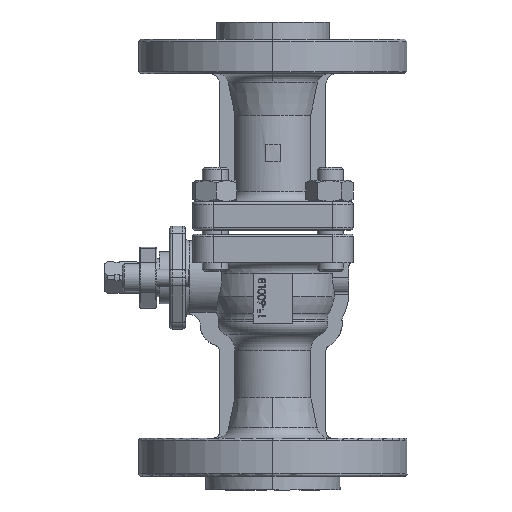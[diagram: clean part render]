
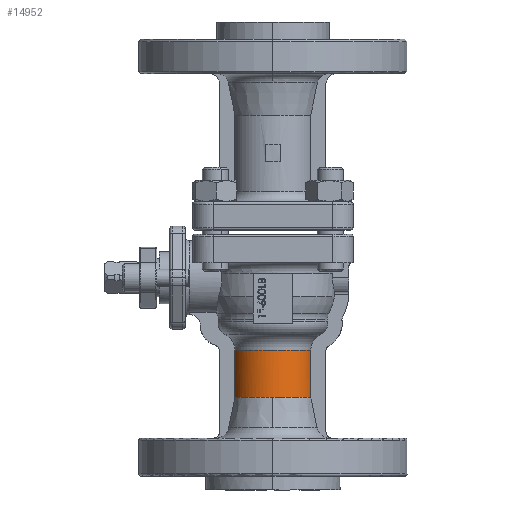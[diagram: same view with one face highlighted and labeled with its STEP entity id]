
A CAD part, left-side view. The second image highlights one B-rep face of the part: STEP entity #14952.
In plain terms, the highlighted cylindrical face has radius 18.5 mm (diameter 37 mm), a partial arc.
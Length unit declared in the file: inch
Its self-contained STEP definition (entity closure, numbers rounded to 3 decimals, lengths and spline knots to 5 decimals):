
#624 = CARTESIAN_POINT ( 'NONE',  ( -0.72835, 0.07529, -2.14172 ) ) ;
#823 = CARTESIAN_POINT ( 'NONE',  ( -0.54892, 0.48461, -2.14172 ) ) ;
#984 = EDGE_LOOP ( 'NONE', ( #23709, #25439, #18119, #36589, #33227 ) ) ;
#1026 = CARTESIAN_POINT ( 'NONE',  ( -0.63644, -0.36207, -2.14172 ) ) ;
#1203 = B_SPLINE_CURVE_WITH_KNOTS ( 'NONE', 3,
 ( #34562, #25004, #2908, #6541, #9411, #19069, #31473, #31679, #9829, #22342 ),
 .UNSPECIFIED., .F., .F.,
 ( 4, 2, 2, 2, 4 ),
 ( 0., 0.25, 0.5, 0.75, 1. ),
 .UNSPECIFIED. ) ;
#1206 = CARTESIAN_POINT ( 'NONE',  ( -0.30744, 0.66456, -2.14172 ) ) ;
#1525 = CARTESIAN_POINT ( 'NONE',  ( 0., 0., 0.07874 ) ) ;
#2591 = CARTESIAN_POINT ( 'NONE',  ( -0.23622, 0.68898, -2.4265 ) ) ;
#2908 = CARTESIAN_POINT ( 'NONE',  ( -0.71658, -0.15057, -2.99606 ) ) ;
#3855 = B_SPLINE_CURVE_WITH_KNOTS ( 'NONE', 3,
 ( #9587, #22102, #11872, #8786, #38591, #1026, #19247, #29052, #38205, #624, #19666, #32479, #32066, #823, #6715, #4094, #1206, #7324 ),
 .UNSPECIFIED., .F., .F.,
 ( 4, 2, 2, 2, 2, 2, 2, 2, 4 ),
 ( 0., 0.125, 0.25, 0.375, 0.5, 0.625, 0.75, 0.875, 1. ),
 .UNSPECIFIED. ) ;
#4094 = CARTESIAN_POINT ( 'NONE',  ( -0.37484, 0.62901, -2.14172 ) ) ;
#4340 = CARTESIAN_POINT ( 'NONE',  ( -0.23622, -0.68898, -2.99606 ) ) ;
#4503 = CARTESIAN_POINT ( 'NONE',  ( -0.71658, 0.15057, -2.99606 ) ) ;
#5509 = VERTEX_POINT ( 'NONE', #31848 ) ;
#6541 = CARTESIAN_POINT ( 'NONE',  ( -0.67062, -0.29398, -2.99606 ) ) ;
#6715 = CARTESIAN_POINT ( 'NONE',  ( -0.49558, 0.53903, -2.14172 ) ) ;
#6749 = B_SPLINE_CURVE_WITH_KNOTS ( 'NONE', 3,
 ( #30577, #2591, #15054, #27567 ),
 .UNSPECIFIED., .F., .F.,
 ( 4, 4 ),
 ( 0., 1. ),
 .UNSPECIFIED. ) ;
#7052 = CYLINDRICAL_SURFACE ( 'NONE', #26278, 0.72835 ) ;
#7243 = FACE_OUTER_BOUND ( 'NONE', #984, .T. ) ;
#7324 = CARTESIAN_POINT ( 'NONE',  ( -0.23622, 0.68898, -2.14172 ) ) ;
#7586 = B_SPLINE_CURVE_WITH_KNOTS ( 'NONE', 3,
 ( #22939, #29261, #10621, #23138, #35563, #29853, #35760, #4503, #26823, #7736 ),
 .UNSPECIFIED., .F., .F.,
 ( 4, 2, 2, 2, 4 ),
 ( 0., 0.25, 0.5, 0.75, 1. ),
 .UNSPECIFIED. ) ;
#7694 = EDGE_CURVE ( 'NONE', #5509, #11578, #6749, .T. ) ;
#7736 = CARTESIAN_POINT ( 'NONE',  ( -0.72835, 0., -2.99606 ) ) ;
#8786 = CARTESIAN_POINT ( 'NONE',  ( -0.49558, -0.53903, -2.14172 ) ) ;
#9389 = EDGE_CURVE ( 'NONE', #15122, #5509, #3855, .T. ) ;
#9411 = CARTESIAN_POINT ( 'NONE',  ( -0.63644, -0.36207, -2.99606 ) ) ;
#9587 = CARTESIAN_POINT ( 'NONE',  ( -0.23622, -0.68898, -2.14172 ) ) ;
#9829 = CARTESIAN_POINT ( 'NONE',  ( -0.30744, -0.66456, -2.99606 ) ) ;
#9994 = CARTESIAN_POINT ( 'NONE',  ( -0.23622, -0.68898, -2.14172 ) ) ;
#10400 = CARTESIAN_POINT ( 'NONE',  ( -0.23622, -0.68898, -2.99606 ) ) ;
#10621 = CARTESIAN_POINT ( 'NONE',  ( -0.37484, 0.62901, -2.99606 ) ) ;
#11050 = EDGE_CURVE ( 'NONE', #11578, #29075, #7586, .T. ) ;
#11578 = VERTEX_POINT ( 'NONE', #31728 ) ;
#11872 = CARTESIAN_POINT ( 'NONE',  ( -0.37484, -0.62901, -2.14172 ) ) ;
#12880 = CARTESIAN_POINT ( 'NONE',  ( -0.23622, -0.68898, -2.4265 ) ) ;
#13486 = CARTESIAN_POINT ( 'NONE',  ( -0.23622, -0.68898, -2.71128 ) ) ;
#14952 = ADVANCED_FACE ( 'NONE', ( #7243 ), #7052, .T. ) ;
#15054 = CARTESIAN_POINT ( 'NONE',  ( -0.23622, 0.68898, -2.71128 ) ) ;
#15122 = VERTEX_POINT ( 'NONE', #37784 ) ;
#17808 = EDGE_CURVE ( 'NONE', #27389, #15122, #38861, .T. ) ;
#18119 = ORIENTED_EDGE ( 'NONE', *, *, #7694, .T. ) ;
#19069 = CARTESIAN_POINT ( 'NONE',  ( -0.54892, -0.48461, -2.99606 ) ) ;
#19247 = CARTESIAN_POINT ( 'NONE',  ( -0.67062, -0.29398, -2.14172 ) ) ;
#19666 = CARTESIAN_POINT ( 'NONE',  ( -0.71658, 0.15057, -2.14172 ) ) ;
#22102 = CARTESIAN_POINT ( 'NONE',  ( -0.30744, -0.66456, -2.14172 ) ) ;
#22342 = CARTESIAN_POINT ( 'NONE',  ( -0.23622, -0.68898, -2.99606 ) ) ;
#22939 = CARTESIAN_POINT ( 'NONE',  ( -0.23622, 0.68898, -2.99606 ) ) ;
#23138 = CARTESIAN_POINT ( 'NONE',  ( -0.49558, 0.53903, -2.99606 ) ) ;
#23709 = ORIENTED_EDGE ( 'NONE', *, *, #17808, .T. ) ;
#25004 = CARTESIAN_POINT ( 'NONE',  ( -0.72835, -0.07529, -2.99606 ) ) ;
#25439 = ORIENTED_EDGE ( 'NONE', *, *, #9389, .T. ) ;
#25621 = EDGE_CURVE ( 'NONE', #29075, #27389, #1203, .T. ) ;
#26278 = AXIS2_PLACEMENT_3D ( 'NONE', #1525, #35459, #26517 ) ;
#26517 = DIRECTION ( 'NONE',  ( 1., 0., 0. ) ) ;
#26823 = CARTESIAN_POINT ( 'NONE',  ( -0.72835, 0.07529, -2.99606 ) ) ;
#27389 = VERTEX_POINT ( 'NONE', #4340 ) ;
#27567 = CARTESIAN_POINT ( 'NONE',  ( -0.23622, 0.68898, -2.99606 ) ) ;
#29052 = CARTESIAN_POINT ( 'NONE',  ( -0.71658, -0.15057, -2.14172 ) ) ;
#29075 = VERTEX_POINT ( 'NONE', #29657 ) ;
#29261 = CARTESIAN_POINT ( 'NONE',  ( -0.30744, 0.66456, -2.99606 ) ) ;
#29657 = CARTESIAN_POINT ( 'NONE',  ( -0.72835, 0., -2.99606 ) ) ;
#29853 = CARTESIAN_POINT ( 'NONE',  ( -0.63644, 0.36207, -2.99606 ) ) ;
#30577 = CARTESIAN_POINT ( 'NONE',  ( -0.23622, 0.68898, -2.14172 ) ) ;
#31473 = CARTESIAN_POINT ( 'NONE',  ( -0.49558, -0.53903, -2.99606 ) ) ;
#31679 = CARTESIAN_POINT ( 'NONE',  ( -0.37484, -0.62901, -2.99606 ) ) ;
#31728 = CARTESIAN_POINT ( 'NONE',  ( -0.23622, 0.68898, -2.99606 ) ) ;
#31848 = CARTESIAN_POINT ( 'NONE',  ( -0.23622, 0.68898, -2.14172 ) ) ;
#32066 = CARTESIAN_POINT ( 'NONE',  ( -0.63644, 0.36207, -2.14172 ) ) ;
#32479 = CARTESIAN_POINT ( 'NONE',  ( -0.67062, 0.29398, -2.14172 ) ) ;
#33227 = ORIENTED_EDGE ( 'NONE', *, *, #25621, .T. ) ;
#34562 = CARTESIAN_POINT ( 'NONE',  ( -0.72835, 0., -2.99606 ) ) ;
#35459 = DIRECTION ( 'NONE',  ( 0., 0., 1. ) ) ;
#35563 = CARTESIAN_POINT ( 'NONE',  ( -0.54892, 0.48461, -2.99606 ) ) ;
#35760 = CARTESIAN_POINT ( 'NONE',  ( -0.67062, 0.29398, -2.99606 ) ) ;
#36589 = ORIENTED_EDGE ( 'NONE', *, *, #11050, .T. ) ;
#37784 = CARTESIAN_POINT ( 'NONE',  ( -0.23622, -0.68898, -2.14172 ) ) ;
#38205 = CARTESIAN_POINT ( 'NONE',  ( -0.72835, -0.07529, -2.14172 ) ) ;
#38591 = CARTESIAN_POINT ( 'NONE',  ( -0.54892, -0.48461, -2.14172 ) ) ;
#38861 = B_SPLINE_CURVE_WITH_KNOTS ( 'NONE', 3,
 ( #10400, #13486, #12880, #9994 ),
 .UNSPECIFIED., .F., .F.,
 ( 4, 4 ),
 ( 0., 1. ),
 .UNSPECIFIED. ) ;
